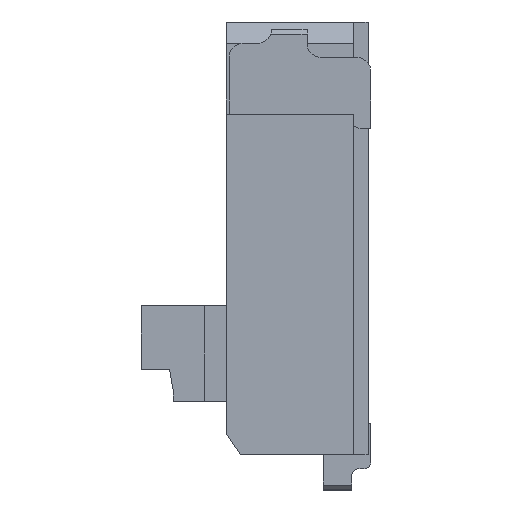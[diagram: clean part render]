
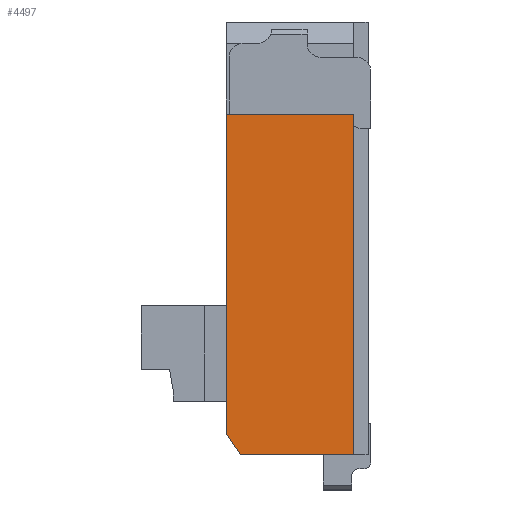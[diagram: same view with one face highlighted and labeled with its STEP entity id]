
A CAD part, left-side view. The second image highlights one B-rep face of the part: STEP entity #4497.
In plain terms, the highlighted planar face has unit normal (-1, 0, 0).
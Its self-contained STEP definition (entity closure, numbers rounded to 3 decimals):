
#1162=DIRECTION('',(0.,1.,0.));
#1163=VECTOR('',#1162,0.8);
#1164=CARTESIAN_POINT('',(21.457,17.503,-1.525));
#1165=LINE('',#1164,#1163);
#1166=DIRECTION('',(0.,0.555,0.832));
#1167=VECTOR('',#1166,0.18);
#1168=CARTESIAN_POINT('',(21.457,18.303,-1.525));
#1169=LINE('',#1168,#1167);
#1170=DIRECTION('',(0.,0.,1.));
#1171=VECTOR('',#1170,2.25);
#1172=CARTESIAN_POINT('',(21.457,18.403,-1.375));
#1173=LINE('',#1172,#1171);
#1178=DIRECTION('',(0.,1.,0.));
#1179=VECTOR('',#1178,0.9);
#1180=CARTESIAN_POINT('',(21.457,17.503,0.875));
#1181=LINE('',#1180,#1179);
#1544=DIRECTION('',(0.,0.,1.));
#1545=VECTOR('',#1544,2.4);
#1546=CARTESIAN_POINT('',(21.457,17.503,-1.525));
#1547=LINE('',#1546,#1545);
#2285=CARTESIAN_POINT('',(21.457,18.403,0.875));
#2286=VERTEX_POINT('',#2285);
#2287=CARTESIAN_POINT('',(21.457,18.403,-1.375));
#2288=VERTEX_POINT('',#2287);
#2445=CARTESIAN_POINT('',(21.457,18.303,-1.525));
#2446=VERTEX_POINT('',#2445);
#2447=CARTESIAN_POINT('',(21.457,17.503,-1.525));
#2448=VERTEX_POINT('',#2447);
#2459=CARTESIAN_POINT('',(21.457,17.503,0.875));
#2460=VERTEX_POINT('',#2459);
#4483=CARTESIAN_POINT('',(21.457,17.953,-0.325));
#4484=DIRECTION('',(1.,0.,0.));
#4485=DIRECTION('',(0.,0.,-1.));
#4486=AXIS2_PLACEMENT_3D('',#4483,#4484,#4485);
#4487=PLANE('',#4486);
#4488=ORIENTED_EDGE('',*,*,#4436,.T.);
#4489=ORIENTED_EDGE('',*,*,#4472,.T.);
#4490=ORIENTED_EDGE('',*,*,#3361,.T.);
#4492=ORIENTED_EDGE('',*,*,#4491,.F.);
#4494=ORIENTED_EDGE('',*,*,#4493,.F.);
#4495=EDGE_LOOP('',(#4488,#4489,#4490,#4492,#4494));
#4496=FACE_OUTER_BOUND('',#4495,.F.);
#3361=EDGE_CURVE('',#2288,#2286,#1173,.T.);
#4436=EDGE_CURVE('',#2448,#2446,#1165,.T.);
#4472=EDGE_CURVE('',#2446,#2288,#1169,.T.);
#4491=EDGE_CURVE('',#2460,#2286,#1181,.T.);
#4493=EDGE_CURVE('',#2448,#2460,#1547,.T.);
#4497=ADVANCED_FACE('',(#4496),#4487,.F.);
